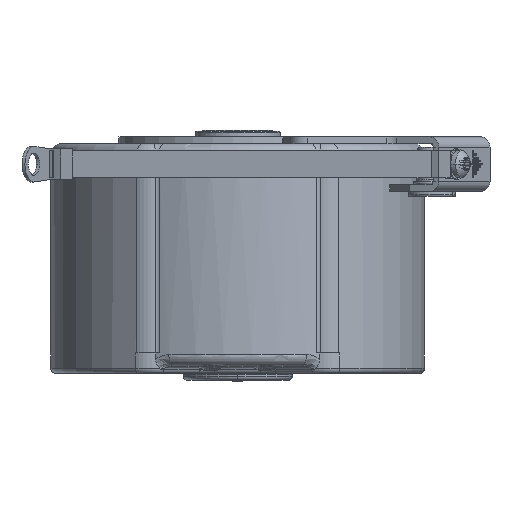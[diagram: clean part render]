
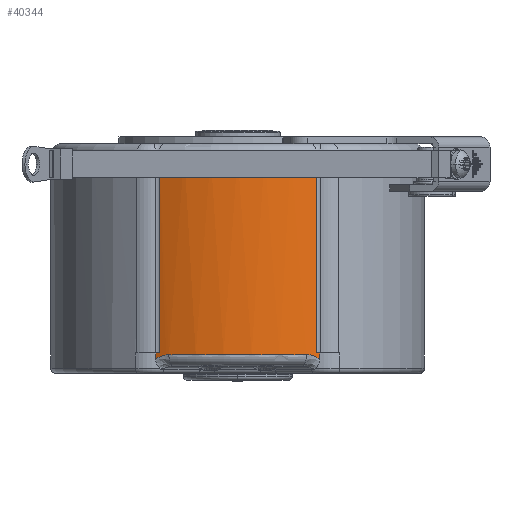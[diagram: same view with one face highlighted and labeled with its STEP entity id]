
A CAD part, front view. The second image highlights one B-rep face of the part: STEP entity #40344.
In plain terms, the highlighted cylindrical face has radius 53 mm (diameter 106 mm), a partial arc.
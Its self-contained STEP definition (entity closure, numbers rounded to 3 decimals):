
#5163=DIRECTION('',(0.,0.,-1.));
#5164=VECTOR('',#5163,58.5);
#5165=CARTESIAN_POINT('',(-23.08,-47.711,8.3));
#5166=LINE('',#5165,#5164);
#5167=DIRECTION('',(0.,0.,-1.));
#5168=VECTOR('',#5167,58.5);
#5169=CARTESIAN_POINT('',(23.08,-47.711,8.3));
#5170=LINE('',#5169,#5168);
#5171=CARTESIAN_POINT('',(0.,0.,-50.2));
#5172=DIRECTION('',(0.,0.,1.));
#5173=DIRECTION('',(0.435,-0.9,0.));
#5174=AXIS2_PLACEMENT_3D('',#5171,#5172,#5173);
#5176=CARTESIAN_POINT('',(0.,0.,-50.2));
#5177=DIRECTION('',(0.,0.,1.));
#5178=DIRECTION('',(-0.455,-0.891,0.));
#5179=AXIS2_PLACEMENT_3D('',#5176,#5177,#5178);
#5191=CARTESIAN_POINT('',(0.,0.,8.3));
#5192=DIRECTION('',(0.,0.,-1.));
#5193=DIRECTION('',(0.435,-0.9,0.));
#5194=AXIS2_PLACEMENT_3D('',#5191,#5192,#5193);
#15734=CARTESIAN_POINT('',(-24.096,-47.206,
-52.109));
#15736=CARTESIAN_POINT('',(-24.096,-47.206,
-52.109));
#15737=CARTESIAN_POINT('',(-23.879,-47.316,
-51.907));
#15738=CARTESIAN_POINT('',(-23.395,-47.56,
-51.533));
#15739=CARTESIAN_POINT('',(-22.489,-47.997,
-51.077));
#15740=CARTESIAN_POINT('',(-21.413,-48.487,
-50.773));
#15741=CARTESIAN_POINT('',(-20.619,-48.827,
-50.7));
#15742=CARTESIAN_POINT('',(-20.2,-49.,
-50.7));
#15800=DIRECTION('',(0.,0.,-1.));
#15801=VECTOR('',#15800,1.909);
#15802=CARTESIAN_POINT('',(-24.096,-47.206,-50.2));
#15803=LINE('',#15802,#15801);
#15838=CARTESIAN_POINT('',(0.,0.,-50.7));
#15839=DIRECTION('',(0.,0.,1.));
#15840=DIRECTION('',(-0.381,-0.925,0.));
#15841=AXIS2_PLACEMENT_3D('',#15838,#15839,#15840);
#16712=CARTESIAN_POINT('',(20.2,-49.,
-50.7));
#16713=CARTESIAN_POINT('',(20.618,-48.827,
-50.7));
#16714=CARTESIAN_POINT('',(21.409,-48.489,
-50.773));
#16715=CARTESIAN_POINT('',(22.487,-47.997,
-51.076));
#16716=CARTESIAN_POINT('',(23.396,-47.56,
-51.534));
#16717=CARTESIAN_POINT('',(23.88,-47.316,
-51.907));
#16718=CARTESIAN_POINT('',(24.096,-47.206,
-52.109));
#16778=DIRECTION('',(0.,0.,1.));
#16779=VECTOR('',#16778,1.909);
#16780=CARTESIAN_POINT('',(24.096,-47.206,
-52.109));
#16781=LINE('',#16780,#16779);
#23089=VERTEX_POINT('',#15734);
#23090=VERTEX_POINT('',#15742);
#23093=VERTEX_POINT('',#16712);
#23094=VERTEX_POINT('',#16718);
#24514=CARTESIAN_POINT('',(23.08,-47.711,8.3));
#24515=CARTESIAN_POINT('',(-23.08,-47.711,8.3));
#24516=VERTEX_POINT('',#24514);
#24517=VERTEX_POINT('',#24515);
#24780=CARTESIAN_POINT('',(-24.096,-47.206,-50.2));
#24782=VERTEX_POINT('',#24780);
#24784=CARTESIAN_POINT('',(-23.08,-47.711,-50.2));
#24785=VERTEX_POINT('',#24784);
#24786=CARTESIAN_POINT('',(23.08,-47.711,-50.2));
#24787=CARTESIAN_POINT('',(24.096,-47.206,-50.2));
#24788=VERTEX_POINT('',#24786);
#24789=VERTEX_POINT('',#24787);
#40318=CARTESIAN_POINT('',(0.,0.,-54.2));
#40319=DIRECTION('',(0.,0.,1.));
#40320=DIRECTION('',(1.,0.,0.));
#40321=AXIS2_PLACEMENT_3D('',#40318,#40319,#40320);
#40322=CYLINDRICAL_SURFACE('',#40321,53.);
#40323=ORIENTED_EDGE('',*,*,#40301,.F.);
#40325=ORIENTED_EDGE('',*,*,#40324,.F.);
#40327=ORIENTED_EDGE('',*,*,#40326,.T.);
#40329=ORIENTED_EDGE('',*,*,#40328,.T.);
#40331=ORIENTED_EDGE('',*,*,#40330,.F.);
#40333=ORIENTED_EDGE('',*,*,#40332,.F.);
#40335=ORIENTED_EDGE('',*,*,#40334,.F.);
#40337=ORIENTED_EDGE('',*,*,#40336,.F.);
#40339=ORIENTED_EDGE('',*,*,#40338,.F.);
#40341=ORIENTED_EDGE('',*,*,#40340,.T.);
#40342=EDGE_LOOP('',(#40323,#40325,#40327,#40329,#40331,#40333,#40335,#40337,
#40339,#40341));
#40343=FACE_OUTER_BOUND('',#40342,.F.);
#5175=CIRCLE('',#5174,53.);
#5180=CIRCLE('',#5179,53.);
#5195=CIRCLE('',#5194,53.);
#15743=B_SPLINE_CURVE_WITH_KNOTS('',3,(#15736,#15737,#15738,#15739,#15740,
#15741,#15742),.UNSPECIFIED.,.F.,.F.,(4,1,1,1,4),(0.,0.25,0.5,0.75,
1.),.UNSPECIFIED.);
#15842=CIRCLE('',#15841,53.);
#16719=B_SPLINE_CURVE_WITH_KNOTS('',3,(#16712,#16713,#16714,#16715,#16716,
#16717,#16718),.UNSPECIFIED.,.F.,.F.,(4,1,1,1,4),(0.,0.25,0.5,0.75,
1.),.UNSPECIFIED.);
#40301=EDGE_CURVE('',#24517,#24785,#5166,.T.);
#40324=EDGE_CURVE('',#24516,#24517,#5195,.T.);
#40326=EDGE_CURVE('',#24516,#24788,#5170,.T.);
#40328=EDGE_CURVE('',#24788,#24789,#5175,.T.);
#40330=EDGE_CURVE('',#23094,#24789,#16781,.T.);
#40332=EDGE_CURVE('',#23093,#23094,#16719,.T.);
#40334=EDGE_CURVE('',#23090,#23093,#15842,.T.);
#40336=EDGE_CURVE('',#23089,#23090,#15743,.T.);
#40338=EDGE_CURVE('',#24782,#23089,#15803,.T.);
#40340=EDGE_CURVE('',#24782,#24785,#5180,.T.);
#40344=ADVANCED_FACE('',(#40343),#40322,.T.);
